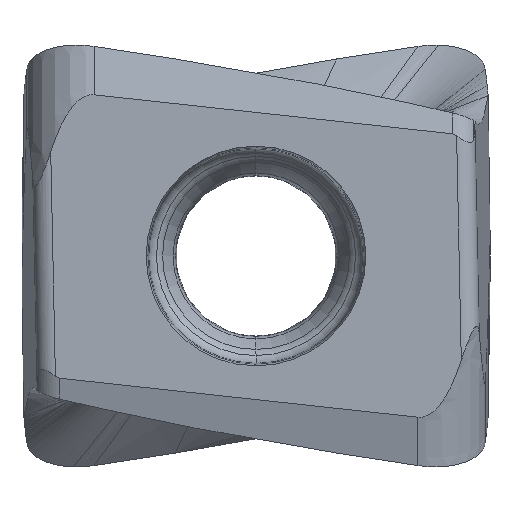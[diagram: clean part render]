
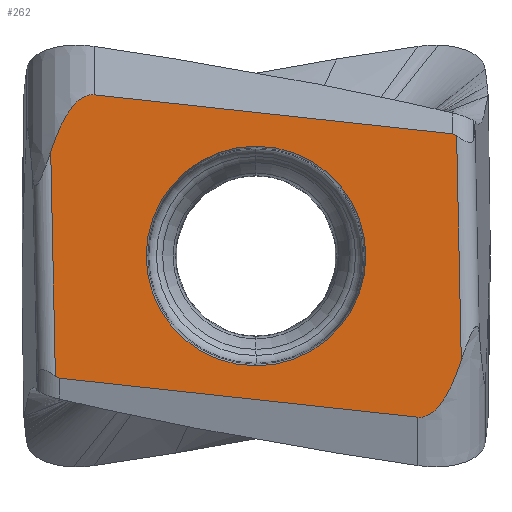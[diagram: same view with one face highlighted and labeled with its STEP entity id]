
A CAD part, front view. The second image highlights one B-rep face of the part: STEP entity #262.
In plain terms, the highlighted planar face has unit normal (0, -1, 0).
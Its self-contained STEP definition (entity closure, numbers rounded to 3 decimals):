
#65=FACE_BOUND('',#531,.T.);
#66=FACE_BOUND('',#532,.T.);
#262=ADVANCED_FACE('',(#65,#66),#290,.T.);
#290=PLANE('',#2546);
#531=EDGE_LOOP('',(#1409,#1410,#1411,#1412,#1413,#1414,#1415,#1416));
#532=EDGE_LOOP('',(#1417,#1418,#1419,#1420));
#554=LINE('',#3785,#666);
#600=LINE('',#5905,#716);
#647=LINE('',#8310,#765);
#648=LINE('',#8311,#766);
#666=VECTOR('',#2608,1.);
#716=VECTOR('',#2702,1.);
#765=VECTOR('',#2961,1.);
#766=VECTOR('',#2962,1.);
#1409=ORIENTED_EDGE('',*,*,#1719,.F.);
#1410=ORIENTED_EDGE('',*,*,#1723,.T.);
#1411=ORIENTED_EDGE('',*,*,#1731,.T.);
#1412=ORIENTED_EDGE('',*,*,#2001,.F.);
#1413=ORIENTED_EDGE('',*,*,#1822,.F.);
#1414=ORIENTED_EDGE('',*,*,#1826,.T.);
#1415=ORIENTED_EDGE('',*,*,#1833,.T.);
#1416=ORIENTED_EDGE('',*,*,#2002,.F.);
#1417=ORIENTED_EDGE('',*,*,#1999,.T.);
#1418=ORIENTED_EDGE('',*,*,#1997,.T.);
#1419=ORIENTED_EDGE('',*,*,#1996,.T.);
#1420=ORIENTED_EDGE('',*,*,#2000,.T.);
#1494=VERTEX_POINT('',#3753);
#1495=VERTEX_POINT('',#3754);
#1497=VERTEX_POINT('',#3786);
#1504=VERTEX_POINT('',#3900);
#1554=VERTEX_POINT('',#5873);
#1555=VERTEX_POINT('',#5874);
#1557=VERTEX_POINT('',#5906);
#1562=VERTEX_POINT('',#6000);
#1661=VERTEX_POINT('',#8299);
#1662=VERTEX_POINT('',#8301);
#1663=VERTEX_POINT('',#8303);
#1664=VERTEX_POINT('',#8307);
#1719=EDGE_CURVE('',#1494,#1495,#2067,.T.);
#1723=EDGE_CURVE('',#1494,#1497,#554,.T.);
#1731=EDGE_CURVE('',#1497,#1504,#2076,.T.);
#1822=EDGE_CURVE('',#1554,#1555,#2120,.T.);
#1826=EDGE_CURVE('',#1554,#1557,#600,.T.);
#1833=EDGE_CURVE('',#1557,#1562,#2128,.T.);
#1996=EDGE_CURVE('',#1662,#1661,#2322,.T.);
#1997=EDGE_CURVE('',#1663,#1662,#2323,.T.);
#1999=EDGE_CURVE('',#1664,#1663,#2325,.T.);
#2000=EDGE_CURVE('',#1661,#1664,#2326,.T.);
#2001=EDGE_CURVE('',#1555,#1504,#647,.T.);
#2002=EDGE_CURVE('',#1495,#1562,#648,.T.);
#2067=B_SPLINE_CURVE_WITH_KNOTS('',3,(#3747,#3748,#3749,#3750,#3751,#3752),
 .UNSPECIFIED.,.F.,.F.,(4,1,1,4),(0.,0.333,0.667,1.),
 .UNSPECIFIED.);
#2076=B_SPLINE_CURVE_WITH_KNOTS('',3,(#3901,#3902,#3903,#3904,#3905,#3906,
#3907,#3908,#3909,#3910,#3911,#3912,#3913,#3914,#3915,#3916,#3917,#3918,
#3919,#3920),.UNSPECIFIED.,.F.,.F.,(4,1,1,1,1,1,1,1,1,1,1,1,1,1,1,1,1,4),
(0.,0.059,0.118,0.176,0.235,0.294,
0.353,0.412,0.471,0.529,0.588,
0.647,0.706,0.765,0.824,0.882,
0.941,1.),.UNSPECIFIED.);
#2120=B_SPLINE_CURVE_WITH_KNOTS('',3,(#5867,#5868,#5869,#5870,#5871,#5872),
 .UNSPECIFIED.,.F.,.F.,(4,1,1,4),(0.,0.333,0.667,1.),
 .UNSPECIFIED.);
#2128=B_SPLINE_CURVE_WITH_KNOTS('',3,(#6001,#6002,#6003,#6004,#6005,#6006,
#6007,#6008,#6009,#6010,#6011,#6012,#6013,#6014,#6015,#6016,#6017,#6018,
#6019,#6020),.UNSPECIFIED.,.F.,.F.,(4,1,1,1,1,1,1,1,1,1,1,1,1,1,1,1,1,4),
(0.,0.059,0.118,0.176,0.235,0.294,
0.353,0.412,0.471,0.529,0.588,
0.647,0.706,0.765,0.824,0.882,
0.941,1.),.UNSPECIFIED.);
#2322=CIRCLE('',#2539,2.058);
#2323=CIRCLE('',#2540,2.058);
#2325=CIRCLE('',#2543,2.058);
#2326=CIRCLE('',#2544,2.058);
#2539=AXIS2_PLACEMENT_3D('',#8300,#2947,#2948);
#2540=AXIS2_PLACEMENT_3D('',#8302,#2949,#2950);
#2543=AXIS2_PLACEMENT_3D('',#8306,#2955,#2956);
#2544=AXIS2_PLACEMENT_3D('',#8308,#2957,#2958);
#2546=AXIS2_PLACEMENT_3D('',#8312,#2963,#2964);
#2608=DIRECTION('',(-0.994,0.,0.108));
#2702=DIRECTION('',(0.994,0.,-0.108));
#2947=DIRECTION('',(0.,1.,0.));
#2948=DIRECTION('',(0.008,0.,1.));
#2949=DIRECTION('',(0.,1.,0.));
#2950=DIRECTION('',(0.,0.,1.));
#2955=DIRECTION('',(0.,1.,0.));
#2956=DIRECTION('',(-0.008,0.,-1.));
#2957=DIRECTION('',(0.,1.,0.));
#2958=DIRECTION('',(0.,0.,-1.));
#2961=DIRECTION('',(-0.021,0.,1.));
#2962=DIRECTION('',(0.021,0.,-1.));
#2963=DIRECTION('',(0.,-1.,0.));
#2964=DIRECTION('',(1.,0.,0.021));
#3747=CARTESIAN_POINT('',(3.675,0.,2.29));
#3748=CARTESIAN_POINT('',(3.684,0.,2.289));
#3749=CARTESIAN_POINT('',(3.702,0.,2.285));
#3750=CARTESIAN_POINT('',(3.731,0.,2.272));
#3751=CARTESIAN_POINT('',(3.75,0.,2.26));
#3752=CARTESIAN_POINT('',(3.759,0.,2.253));
#3753=CARTESIAN_POINT('',(3.675,0.,2.29));
#3754=CARTESIAN_POINT('',(3.759,0.,2.253));
#3785=CARTESIAN_POINT('',(3.675,0.,2.29));
#3786=CARTESIAN_POINT('',(-3.033,0.,3.02));
#3900=CARTESIAN_POINT('',(-3.846,0.,1.955));
#3901=CARTESIAN_POINT('',(-3.033,0.,3.02));
#3902=CARTESIAN_POINT('',(-3.045,0.,3.021));
#3903=CARTESIAN_POINT('',(-3.069,0.,3.022));
#3904=CARTESIAN_POINT('',(-3.106,0.,3.02));
#3905=CARTESIAN_POINT('',(-3.143,0.,3.013));
#3906=CARTESIAN_POINT('',(-3.181,0.,3.002));
#3907=CARTESIAN_POINT('',(-3.221,0.,2.985));
#3908=CARTESIAN_POINT('',(-3.263,0.,2.962));
#3909=CARTESIAN_POINT('',(-3.307,0.,2.931));
#3910=CARTESIAN_POINT('',(-3.354,0.,2.891));
#3911=CARTESIAN_POINT('',(-3.403,0.,2.842));
#3912=CARTESIAN_POINT('',(-3.455,0.,2.781));
#3913=CARTESIAN_POINT('',(-3.507,0.,2.709));
#3914=CARTESIAN_POINT('',(-3.562,0.,2.623));
#3915=CARTESIAN_POINT('',(-3.617,0.,2.524));
#3916=CARTESIAN_POINT('',(-3.673,0.,2.41));
#3917=CARTESIAN_POINT('',(-3.731,0.,2.278));
#3918=CARTESIAN_POINT('',(-3.788,0.,2.128));
#3919=CARTESIAN_POINT('',(-3.827,0.,2.015));
#3920=CARTESIAN_POINT('',(-3.846,0.,1.955));
#5867=CARTESIAN_POINT('',(-3.675,0.,-2.29));
#5868=CARTESIAN_POINT('',(-3.684,0.,-2.289));
#5869=CARTESIAN_POINT('',(-3.702,0.,-2.285));
#5870=CARTESIAN_POINT('',(-3.731,0.,-2.272));
#5871=CARTESIAN_POINT('',(-3.75,0.,-2.26));
#5872=CARTESIAN_POINT('',(-3.759,0.,-2.253));
#5873=CARTESIAN_POINT('',(-3.675,0.,-2.29));
#5874=CARTESIAN_POINT('',(-3.759,0.,-2.253));
#5905=CARTESIAN_POINT('',(-3.675,0.,-2.29));
#5906=CARTESIAN_POINT('',(3.033,0.,-3.02));
#6000=CARTESIAN_POINT('',(3.846,0.,-1.955));
#6001=CARTESIAN_POINT('',(3.033,0.,-3.02));
#6002=CARTESIAN_POINT('',(3.045,0.,-3.021));
#6003=CARTESIAN_POINT('',(3.069,0.,-3.022));
#6004=CARTESIAN_POINT('',(3.106,0.,-3.02));
#6005=CARTESIAN_POINT('',(3.143,0.,-3.013));
#6006=CARTESIAN_POINT('',(3.181,0.,-3.002));
#6007=CARTESIAN_POINT('',(3.221,0.,-2.985));
#6008=CARTESIAN_POINT('',(3.263,0.,-2.962));
#6009=CARTESIAN_POINT('',(3.307,0.,-2.931));
#6010=CARTESIAN_POINT('',(3.354,0.,-2.891));
#6011=CARTESIAN_POINT('',(3.403,0.,-2.842));
#6012=CARTESIAN_POINT('',(3.455,0.,-2.781));
#6013=CARTESIAN_POINT('',(3.507,0.,-2.709));
#6014=CARTESIAN_POINT('',(3.562,0.,-2.623));
#6015=CARTESIAN_POINT('',(3.617,0.,-2.524));
#6016=CARTESIAN_POINT('',(3.673,0.,-2.41));
#6017=CARTESIAN_POINT('',(3.731,0.,-2.278));
#6018=CARTESIAN_POINT('',(3.788,0.,-2.128));
#6019=CARTESIAN_POINT('',(3.827,0.,-2.015));
#6020=CARTESIAN_POINT('',(3.846,0.,-1.955));
#8299=CARTESIAN_POINT('',(0.,0.,-2.058));
#8300=CARTESIAN_POINT('',(0.,0.,0.));
#8301=CARTESIAN_POINT('',(0.016,0.,2.058));
#8302=CARTESIAN_POINT('',(0.,0.,0.));
#8303=CARTESIAN_POINT('',(0.,0.,2.058));
#8306=CARTESIAN_POINT('',(0.,0.,0.));
#8307=CARTESIAN_POINT('',(-0.016,0.,-2.058));
#8308=CARTESIAN_POINT('',(0.,0.,0.));
#8310=CARTESIAN_POINT('',(-3.759,0.,-2.253));
#8311=CARTESIAN_POINT('',(3.759,0.,2.253));
#8312=CARTESIAN_POINT('',(-3.659,0.,-7.077));
